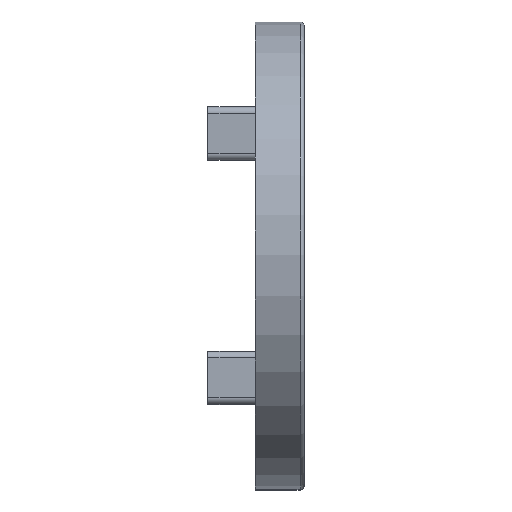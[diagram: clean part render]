
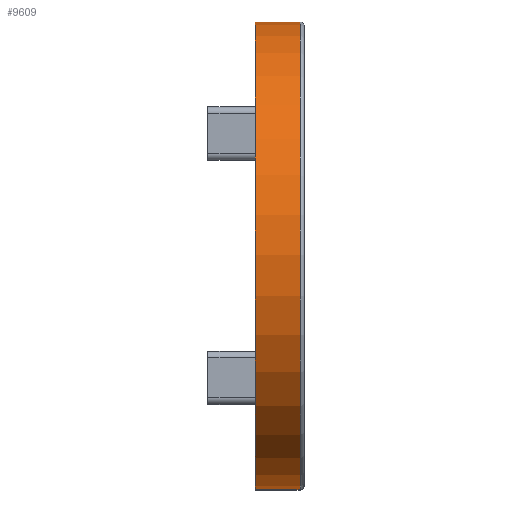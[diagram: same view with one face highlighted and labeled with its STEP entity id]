
A CAD part, top view. The second image highlights one B-rep face of the part: STEP entity #9609.
In plain terms, the highlighted cylindrical face has radius 17.25 mm (diameter 34.5 mm), a partial arc.
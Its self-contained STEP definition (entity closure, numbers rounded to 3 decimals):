
#984 = CARTESIAN_POINT ( 'NONE',  ( 3.6, 17.25, 20.25 ) ) ;
#1511 = EDGE_CURVE ( 'NONE', #20424, #20052, #8640, .T. ) ;
#2719 = FACE_OUTER_BOUND ( 'NONE', #19537, .T. ) ;
#3254 = ORIENTED_EDGE ( 'NONE', *, *, #14868, .T. ) ;
#3307 = DIRECTION ( 'NONE',  ( -1., 0., 0. ) ) ;
#3623 = CARTESIAN_POINT ( 'NONE',  ( 0., 17.25, 20.25 ) ) ;
#3819 = VECTOR ( 'NONE', #15568, 1000. ) ;
#4024 = AXIS2_PLACEMENT_3D ( 'NONE', #14086, #3307, #21354 ) ;
#5764 = EDGE_CURVE ( 'NONE', #19235, #22225, #7353, .T. ) ;
#6263 = DIRECTION ( 'NONE',  ( 0., 0., -1. ) ) ;
#7252 = EDGE_CURVE ( 'NONE', #22225, #20052, #12908, .T. ) ;
#7353 = LINE ( 'NONE', #984, #16629 ) ;
#8640 = LINE ( 'NONE', #19098, #3819 ) ;
#8797 = ORIENTED_EDGE ( 'NONE', *, *, #5764, .T. ) ;
#9609 = ADVANCED_FACE ( 'NONE', ( #2719 ), #15932, .T. ) ;
#10887 = CARTESIAN_POINT ( 'NONE',  ( 3.3, 17.25, 20.25 ) ) ;
#10892 = DIRECTION ( 'NONE',  ( 1., 0., 0. ) ) ;
#12569 = CIRCLE ( 'NONE', #16269, 17.25 ) ;
#12908 = CIRCLE ( 'NONE', #17920, 17.25 ) ;
#13334 = CARTESIAN_POINT ( 'NONE',  ( 0., -17.25, 20.25 ) ) ;
#13487 = CARTESIAN_POINT ( 'NONE',  ( 3.3, -17.25, 20.25 ) ) ;
#14086 = CARTESIAN_POINT ( 'NONE',  ( 3.6, 0., 20.25 ) ) ;
#14868 = EDGE_CURVE ( 'NONE', #20424, #19235, #12569, .T. ) ;
#15279 = ORIENTED_EDGE ( 'NONE', *, *, #7252, .T. ) ;
#15423 = DIRECTION ( 'NONE',  ( -1., 0., 0. ) ) ;
#15568 = DIRECTION ( 'NONE',  ( -1., 0., 0. ) ) ;
#15932 = CYLINDRICAL_SURFACE ( 'NONE', #4024, 17.25 ) ;
#16175 = CARTESIAN_POINT ( 'NONE',  ( 0., 0., 20.25 ) ) ;
#16269 = AXIS2_PLACEMENT_3D ( 'NONE', #20623, #18704, #6263 ) ;
#16629 = VECTOR ( 'NONE', #15423, 1000. ) ;
#17718 = ORIENTED_EDGE ( 'NONE', *, *, #1511, .F. ) ;
#17920 = AXIS2_PLACEMENT_3D ( 'NONE', #16175, #10892, #22795 ) ;
#18704 = DIRECTION ( 'NONE',  ( -1., 0., 0. ) ) ;
#19098 = CARTESIAN_POINT ( 'NONE',  ( 3.6, -17.25, 20.25 ) ) ;
#19235 = VERTEX_POINT ( 'NONE', #10887 ) ;
#19537 = EDGE_LOOP ( 'NONE', ( #17718, #3254, #8797, #15279 ) ) ;
#20052 = VERTEX_POINT ( 'NONE', #13334 ) ;
#20424 = VERTEX_POINT ( 'NONE', #13487 ) ;
#20623 = CARTESIAN_POINT ( 'NONE',  ( 3.3, 0., 20.25 ) ) ;
#21354 = DIRECTION ( 'NONE',  ( 0., 0., 1. ) ) ;
#22225 = VERTEX_POINT ( 'NONE', #3623 ) ;
#22795 = DIRECTION ( 'NONE',  ( 0., 0., -1. ) ) ;
